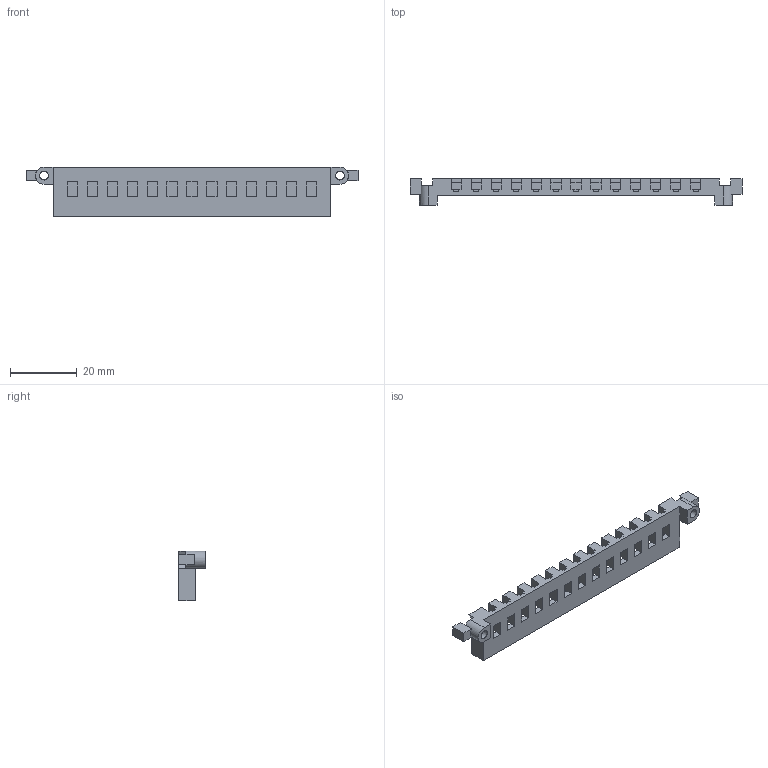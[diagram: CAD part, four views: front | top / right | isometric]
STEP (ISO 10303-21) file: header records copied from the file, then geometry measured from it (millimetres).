
FILE_DESCRIPTION(/* description */ (''),/* implementation_level */ '2;1');
FILE_NAME(/* name */ '100516744ugm000_b.stp',/* time_stamp */ '2018-01-31T13:21:23+01:00',/* author */ (''),/* organization */ (''),/* preprocessor_version */ 'ST-DEVELOPER v16',/* originating_system */ 'SIEMENS PLM Software NX 10.0',/* authorisation */ '');
FILE_SCHEMA (('AUTOMOTIVE_DESIGN { 1 0 10303 214 3 1 1 1 }'));
Length unit declared in the file: millimetre
Products named in the file (1): 100516744ugm000_b
Bounding box: 99.75 x 8 x 15 mm (x, y, z)
Volume: 4416.1 mm3; surface area: 5385.8 mm2
Topology: 1 solids, 1 shells, 270 faces, 824 edges, 541 vertices
Faces by surface type: plane 217, extrusion 49, cylinder 4
Full cylindrical faces by diameter (mm): 2.65 x2
Entity records: 11003 total; most frequent: CARTESIAN_POINT 3767, ORIENTED_EDGE 1644, DIRECTION 1191, EDGE_CURVE 822, VECTOR 727, LINE 678, VERTEX_POINT 540, EDGE_LOOP 312
